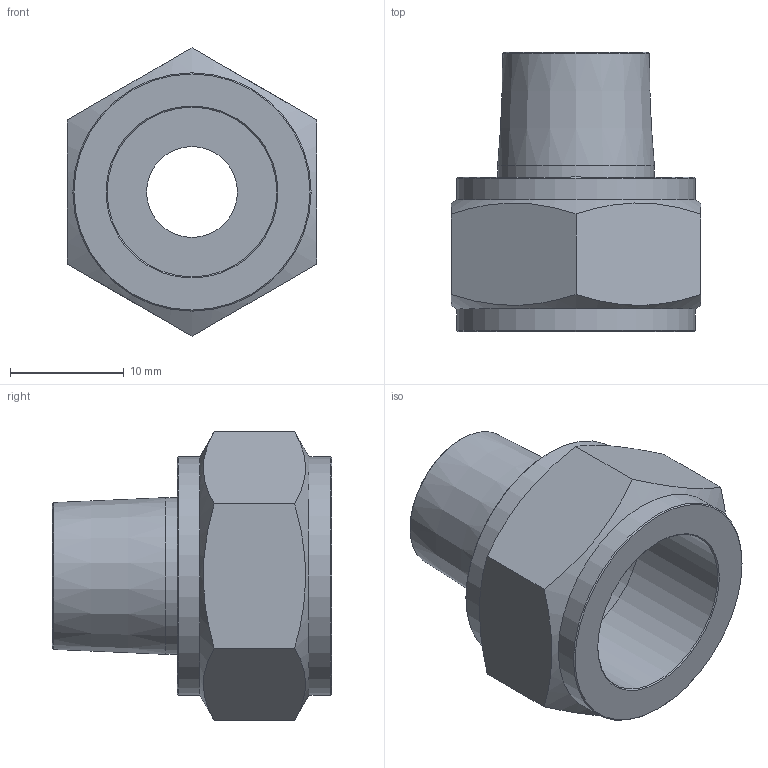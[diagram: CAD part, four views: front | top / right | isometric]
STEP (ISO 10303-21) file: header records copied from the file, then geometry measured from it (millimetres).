
FILE_DESCRIPTION(/* description */ ('Unknown'),/* implementation_level */ '2;1');
FILE_NAME(/* name */ 'A5.1;4.3;8',/* time_stamp */ '2018-11-07T09:09:02-05:00',/* author */ ('Unknown'),/* organization */ ('Unknown'),/* preprocessor_version */ 'ST-DEVELOPER v16.7',/* originating_system */ 'DEX',/* authorisation */ $);
FILE_SCHEMA (('AUTOMOTIVE_DESIGN {1 0 10303 214 3 1 1}'));
Length unit declared in the file: millimetre
Products named in the file (1): A5.1;4.3;8
Bounding box: 22 x 24.6 x 25.4 mm (x, y, z)
Volume: 4216.2 mm3; surface area: 2963.8 mm2
Topology: 1 solids, 1 shells, 24 faces, 54 edges, 34 vertices
Faces by surface type: plane 10, cone 8, cylinder 6
Full cylindrical faces by diameter (mm): 8 x1, 13.8 x1, 14.95 x2, 21 x2
Entity records: 784 total; most frequent: CARTESIAN_POINT 149, DIRECTION 90, ORIENTED_EDGE 70, EDGE_LOOP 42, FACE_BOUND 42, AXIS2_PLACEMENT_3D 42, EDGE_CURVE 35, VERTEX_POINT 29
